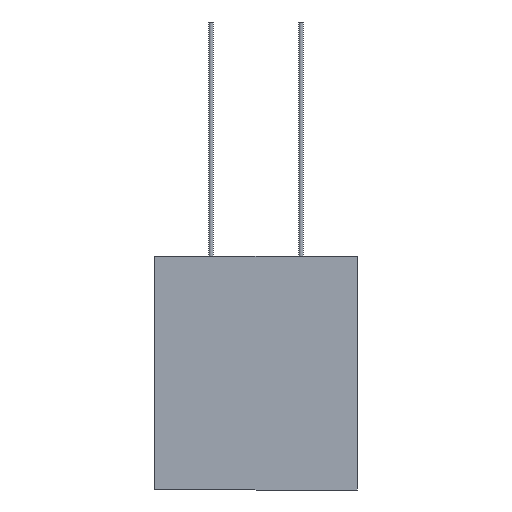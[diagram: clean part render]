
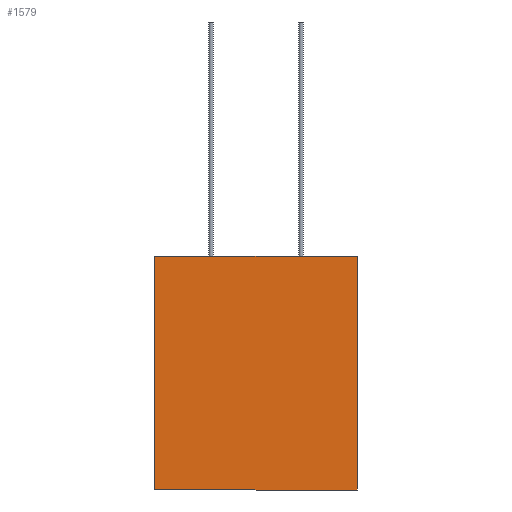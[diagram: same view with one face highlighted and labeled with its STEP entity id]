
A CAD part, front view. The second image highlights one B-rep face of the part: STEP entity #1579.
In plain terms, the highlighted planar face has unit normal (0, -1, 0).
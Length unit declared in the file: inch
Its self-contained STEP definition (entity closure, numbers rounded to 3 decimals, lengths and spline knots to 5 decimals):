
#21 = CARTESIAN_POINT ( 'NONE',  ( -0.225, 0., 0.26 ) ) ;
#35 = DIRECTION ( 'NONE',  ( 1., 0., 0. ) ) ;
#143 = CARTESIAN_POINT ( 'NONE',  ( 0.225, 0., 0.26 ) ) ;
#214 = VERTEX_POINT ( 'NONE', #861 ) ;
#285 = ORIENTED_EDGE ( 'NONE', *, *, #1733, .F. ) ;
#314 = VERTEX_POINT ( 'NONE', #1933 ) ;
#325 = LINE ( 'NONE', #1762, #1724 ) ;
#327 = DIRECTION ( 'NONE',  ( 0., 1., 0. ) ) ;
#380 = CARTESIAN_POINT ( 'NONE',  ( 0.225, 0., -0.26 ) ) ;
#399 = CARTESIAN_POINT ( 'NONE',  ( -0.225, 0., -0.26 ) ) ;
#468 = EDGE_LOOP ( 'NONE', ( #1231, #1090, #1516, #285 ) ) ;
#765 = LINE ( 'NONE', #380, #987 ) ;
#793 = CARTESIAN_POINT ( 'NONE',  ( -0.225, 0., 0.26 ) ) ;
#844 = DIRECTION ( 'NONE',  ( -1., 0., 0. ) ) ;
#861 = CARTESIAN_POINT ( 'NONE',  ( 0.225, 0., 0.26 ) ) ;
#957 = DIRECTION ( 'NONE',  ( 0., 0., 1. ) ) ;
#980 = AXIS2_PLACEMENT_3D ( 'NONE', #1273, #327, #1432 ) ;
#987 = VECTOR ( 'NONE', #844, 39.37008 ) ;
#1034 = VECTOR ( 'NONE', #1238, 39.37008 ) ;
#1090 = ORIENTED_EDGE ( 'NONE', *, *, #1189, .F. ) ;
#1095 = PLANE ( 'NONE',  #980 ) ;
#1181 = VECTOR ( 'NONE', #957, 39.37008 ) ;
#1189 = EDGE_CURVE ( 'NONE', #314, #1880, #765, .T. ) ;
#1231 = ORIENTED_EDGE ( 'NONE', *, *, #1607, .F. ) ;
#1238 = DIRECTION ( 'NONE',  ( 0., 0., -1. ) ) ;
#1273 = CARTESIAN_POINT ( 'NONE',  ( -0.225, 0., -0.26 ) ) ;
#1385 = FACE_OUTER_BOUND ( 'NONE', #468, .T. ) ;
#1432 = DIRECTION ( 'NONE',  ( 0., 0., 1. ) ) ;
#1471 = EDGE_CURVE ( 'NONE', #214, #314, #1869, .T. ) ;
#1516 = ORIENTED_EDGE ( 'NONE', *, *, #1471, .F. ) ;
#1579 = ADVANCED_FACE ( 'NONE', ( #1385 ), #1095, .F. ) ;
#1607 = EDGE_CURVE ( 'NONE', #1880, #1945, #2014, .T. ) ;
#1724 = VECTOR ( 'NONE', #35, 39.37008 ) ;
#1733 = EDGE_CURVE ( 'NONE', #1945, #214, #325, .T. ) ;
#1762 = CARTESIAN_POINT ( 'NONE',  ( 0.225, 0., 0.26 ) ) ;
#1869 = LINE ( 'NONE', #143, #1034 ) ;
#1880 = VERTEX_POINT ( 'NONE', #399 ) ;
#1933 = CARTESIAN_POINT ( 'NONE',  ( 0.225, 0., -0.26 ) ) ;
#1945 = VERTEX_POINT ( 'NONE', #21 ) ;
#2014 = LINE ( 'NONE', #793, #1181 ) ;
